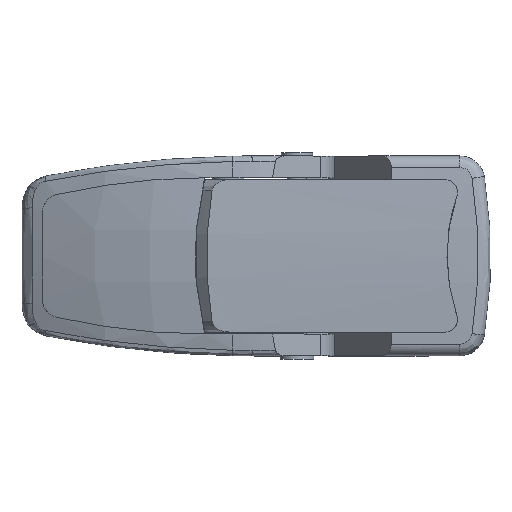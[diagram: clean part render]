
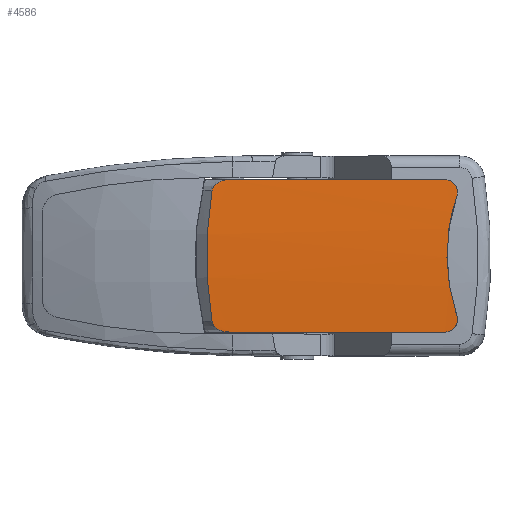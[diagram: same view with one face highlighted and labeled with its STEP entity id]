
A CAD part, top view. The second image highlights one B-rep face of the part: STEP entity #4586.
In plain terms, the highlighted cylindrical face has radius 200.3 mm (diameter 400.6 mm), a partial arc.
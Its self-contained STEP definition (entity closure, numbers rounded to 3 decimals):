
#131=B_SPLINE_CURVE_WITH_KNOTS('',3,(#8829,#8830,#8831,#8832,#8833,#8834,
#8835,#8836,#8837,#8838,#8839,#8840),.UNSPECIFIED.,.F.,.F.,(4,2,2,2,2,4),
(-0.265,-0.237,-0.208,-0.151,
-0.089,0.),.UNSPECIFIED.);
#135=B_SPLINE_CURVE_WITH_KNOTS('',3,(#8927,#8928,#8929,#8930,#8931,#8932,
#8933,#8934,#8935,#8936,#8937,#8938),.UNSPECIFIED.,.F.,.F.,(4,2,2,2,2,4),
(-0.309,-0.232,-0.155,-0.077,
-0.038,0.),.UNSPECIFIED.);
#139=B_SPLINE_CURVE_WITH_KNOTS('',3,(#8991,#8992,#8993,#8994,#8995,#8996,
#8997,#8998,#8999,#9000),.UNSPECIFIED.,.F.,.F.,(4,2,2,2,4),(22.3,
22.407,23.321,24.236,24.343),
 .UNSPECIFIED.);
#140=B_SPLINE_CURVE_WITH_KNOTS('',3,(#9023,#9024,#9025,#9026,#9027,#9028,
#9029,#9030,#9031,#9032,#9033,#9034),.UNSPECIFIED.,.F.,.F.,(4,2,2,2,2,4),
(0.,0.075,0.151,0.226,
0.302,0.364),.UNSPECIFIED.);
#141=B_SPLINE_CURVE_WITH_KNOTS('',3,(#9036,#9037,#9038,#9039,#9040,#9041,
#9042,#9043,#9044,#9045),.UNSPECIFIED.,.F.,.F.,(4,2,2,2,4),(-14.521,
-14.149,-13.583,-13.017,-12.645),
 .UNSPECIFIED.);
#142=B_SPLINE_CURVE_WITH_KNOTS('',3,(#9047,#9048,#9049,#9050,#9051,#9052,
#9053,#9054,#9055,#9056,#9057,#9058),.UNSPECIFIED.,.F.,.F.,(4,2,2,2,2,4),
(0.239,0.302,0.377,0.452,
0.528,0.603),.UNSPECIFIED.);
#598=FACE_OUTER_BOUND('',#917,.T.);
#917=EDGE_LOOP('',(#3909,#3910,#3911,#3912,#3913,#3914,#3915,#3916));
#1239=LINE('',#9016,#1591);
#1240=LINE('',#9059,#1592);
#1591=VECTOR('',#6043,34.539);
#1592=VECTOR('',#6050,34.539);
#2205=VERTEX_POINT('',#8827);
#2206=VERTEX_POINT('',#8828);
#2220=VERTEX_POINT('',#8925);
#2221=VERTEX_POINT('',#8926);
#2231=VERTEX_POINT('',#9014);
#2234=VERTEX_POINT('',#9022);
#2235=VERTEX_POINT('',#9035);
#2236=VERTEX_POINT('',#9046);
#2780=EDGE_CURVE('',#2205,#2206,#131,.T.);
#2797=EDGE_CURVE('',#2220,#2221,#135,.T.);
#2809=EDGE_CURVE('',#2205,#2221,#139,.F.);
#2817=EDGE_CURVE('',#2220,#2231,#1239,.T.);
#2820=EDGE_CURVE('',#2231,#2234,#140,.T.);
#2821=EDGE_CURVE('',#2234,#2235,#141,.T.);
#2822=EDGE_CURVE('',#2235,#2236,#142,.T.);
#2823=EDGE_CURVE('',#2236,#2206,#1240,.T.);
#3909=ORIENTED_EDGE('',*,*,#2780,.F.);
#3910=ORIENTED_EDGE('',*,*,#2809,.T.);
#3911=ORIENTED_EDGE('',*,*,#2797,.F.);
#3912=ORIENTED_EDGE('',*,*,#2817,.T.);
#3913=ORIENTED_EDGE('',*,*,#2820,.T.);
#3914=ORIENTED_EDGE('',*,*,#2821,.T.);
#3915=ORIENTED_EDGE('',*,*,#2822,.T.);
#3916=ORIENTED_EDGE('',*,*,#2823,.T.);
#4364=CYLINDRICAL_SURFACE('',#5008,200.3);
#4586=ADVANCED_FACE('',(#598),#4364,.T.);
#5008=AXIS2_PLACEMENT_3D('',#9021,#6048,#6049);
#6043=DIRECTION('',(1.,0.,0.));
#6048=DIRECTION('center_axis',(1.,0.,0.));
#6049=DIRECTION('ref_axis',(0.,-0.997,-0.08));
#6050=DIRECTION('',(-1.,0.,0.));
#8827=CARTESIAN_POINT('',(-24.602,17.724,-10.512));
#8828=CARTESIAN_POINT('',(-21.87,17.628,-12.2));
#8829=CARTESIAN_POINT('Ctrl Pts',(-24.602,17.724,-10.512));
#8830=CARTESIAN_POINT('Ctrl Pts',(-24.579,17.717,-10.646));
#8831=CARTESIAN_POINT('Ctrl Pts',(-24.536,17.71,-10.775));
#8832=CARTESIAN_POINT('Ctrl Pts',(-24.415,17.697,-11.023));
#8833=CARTESIAN_POINT('Ctrl Pts',(-24.338,17.69,-11.141));
#8834=CARTESIAN_POINT('Ctrl Pts',(-24.07,17.672,-11.464));
#8835=CARTESIAN_POINT('Ctrl Pts',(-23.835,17.661,-11.654));
#8836=CARTESIAN_POINT('Ctrl Pts',(-23.25,17.642,-11.969));
#8837=CARTESIAN_POINT('Ctrl Pts',(-22.954,17.637,-12.054));
#8838=CARTESIAN_POINT('Ctrl Pts',(-22.465,17.63,-12.167));
#8839=CARTESIAN_POINT('Ctrl Pts',(-22.166,17.628,-12.2));
#8840=CARTESIAN_POINT('Ctrl Pts',(-21.87,17.628,-12.2));
#8925=CARTESIAN_POINT('',(-21.87,17.628,12.2));
#8926=CARTESIAN_POINT('',(-24.602,17.724,10.512));
#8927=CARTESIAN_POINT('Ctrl Pts',(-21.87,17.628,12.2));
#8928=CARTESIAN_POINT('Ctrl Pts',(-22.188,17.628,12.2));
#8929=CARTESIAN_POINT('Ctrl Pts',(-22.51,17.63,12.162));
#8930=CARTESIAN_POINT('Ctrl Pts',(-23.131,17.64,12.007));
#8931=CARTESIAN_POINT('Ctrl Pts',(-23.412,17.647,11.895));
#8932=CARTESIAN_POINT('Ctrl Pts',(-23.915,17.664,11.592));
#8933=CARTESIAN_POINT('Ctrl Pts',(-24.126,17.675,11.408));
#8934=CARTESIAN_POINT('Ctrl Pts',(-24.365,17.692,11.1));
#8935=CARTESIAN_POINT('Ctrl Pts',(-24.434,17.698,10.989));
#8936=CARTESIAN_POINT('Ctrl Pts',(-24.542,17.711,10.757));
#8937=CARTESIAN_POINT('Ctrl Pts',(-24.58,17.717,10.636));
#8938=CARTESIAN_POINT('Ctrl Pts',(-24.602,17.724,10.512));
#8991=CARTESIAN_POINT('Ctrl Pts',(-24.602,17.724,10.512));
#8992=CARTESIAN_POINT('Ctrl Pts',(-24.666,17.743,10.141));
#8993=CARTESIAN_POINT('Ctrl Pts',(-24.726,17.762,9.771));
#8994=CARTESIAN_POINT('Ctrl Pts',(-25.272,17.929,6.219));
#8995=CARTESIAN_POINT('Ctrl Pts',(-25.5,18.,3.049));
#8996=CARTESIAN_POINT('Ctrl Pts',(-25.5,18.,-3.049));
#8997=CARTESIAN_POINT('Ctrl Pts',(-25.272,17.929,-6.219));
#8998=CARTESIAN_POINT('Ctrl Pts',(-24.726,17.762,-9.771));
#8999=CARTESIAN_POINT('Ctrl Pts',(-24.666,17.743,-10.141));
#9000=CARTESIAN_POINT('Ctrl Pts',(-24.602,17.724,-10.512));
#9014=CARTESIAN_POINT('',(12.669,17.628,12.2));
#9016=CARTESIAN_POINT('',(-30.5,17.628,12.2));
#9021=CARTESIAN_POINT('Origin',(-30.5,-182.3,0.));
#9022=CARTESIAN_POINT('',(14.565,17.772,9.563));
#9023=CARTESIAN_POINT('Ctrl Pts',(12.669,17.628,12.2));
#9024=CARTESIAN_POINT('Ctrl Pts',(12.92,17.628,12.2));
#9025=CARTESIAN_POINT('Ctrl Pts',(13.188,17.631,12.15));
#9026=CARTESIAN_POINT('Ctrl Pts',(13.681,17.643,11.946));
#9027=CARTESIAN_POINT('Ctrl Pts',(13.906,17.653,11.792));
#9028=CARTESIAN_POINT('Ctrl Pts',(14.261,17.673,11.437));
#9029=CARTESIAN_POINT('Ctrl Pts',(14.415,17.686,11.212));
#9030=CARTESIAN_POINT('Ctrl Pts',(14.619,17.713,10.719));
#9031=CARTESIAN_POINT('Ctrl Pts',(14.669,17.727,10.451));
#9032=CARTESIAN_POINT('Ctrl Pts',(14.669,17.751,9.992));
#9033=CARTESIAN_POINT('Ctrl Pts',(14.635,17.762,9.772));
#9034=CARTESIAN_POINT('Ctrl Pts',(14.565,17.772,9.563));
#9035=CARTESIAN_POINT('',(14.565,17.772,-9.563));
#9036=CARTESIAN_POINT('Ctrl Pts',(14.565,17.772,9.563));
#9037=CARTESIAN_POINT('Ctrl Pts',(14.146,17.831,8.318));
#9038=CARTESIAN_POINT('Ctrl Pts',(13.811,17.88,7.049));
#9039=CARTESIAN_POINT('Ctrl Pts',(13.181,17.973,3.836));
#9040=CARTESIAN_POINT('Ctrl Pts',(13.,18.,1.886));
#9041=CARTESIAN_POINT('Ctrl Pts',(13.,18.,-1.886));
#9042=CARTESIAN_POINT('Ctrl Pts',(13.181,17.973,-3.836));
#9043=CARTESIAN_POINT('Ctrl Pts',(13.811,17.88,-7.049));
#9044=CARTESIAN_POINT('Ctrl Pts',(14.146,17.831,-8.318));
#9045=CARTESIAN_POINT('Ctrl Pts',(14.565,17.772,-9.563));
#9046=CARTESIAN_POINT('',(12.669,17.628,-12.2));
#9047=CARTESIAN_POINT('Ctrl Pts',(14.565,17.772,-9.563));
#9048=CARTESIAN_POINT('Ctrl Pts',(14.635,17.762,-9.772));
#9049=CARTESIAN_POINT('Ctrl Pts',(14.669,17.751,-9.992));
#9050=CARTESIAN_POINT('Ctrl Pts',(14.669,17.727,-10.451));
#9051=CARTESIAN_POINT('Ctrl Pts',(14.619,17.713,-10.719));
#9052=CARTESIAN_POINT('Ctrl Pts',(14.415,17.686,-11.212));
#9053=CARTESIAN_POINT('Ctrl Pts',(14.261,17.673,-11.437));
#9054=CARTESIAN_POINT('Ctrl Pts',(13.906,17.653,-11.792));
#9055=CARTESIAN_POINT('Ctrl Pts',(13.681,17.643,-11.946));
#9056=CARTESIAN_POINT('Ctrl Pts',(13.188,17.631,-12.15));
#9057=CARTESIAN_POINT('Ctrl Pts',(12.92,17.628,-12.2));
#9058=CARTESIAN_POINT('Ctrl Pts',(12.669,17.628,-12.2));
#9059=CARTESIAN_POINT('',(-30.5,17.628,-12.2));
